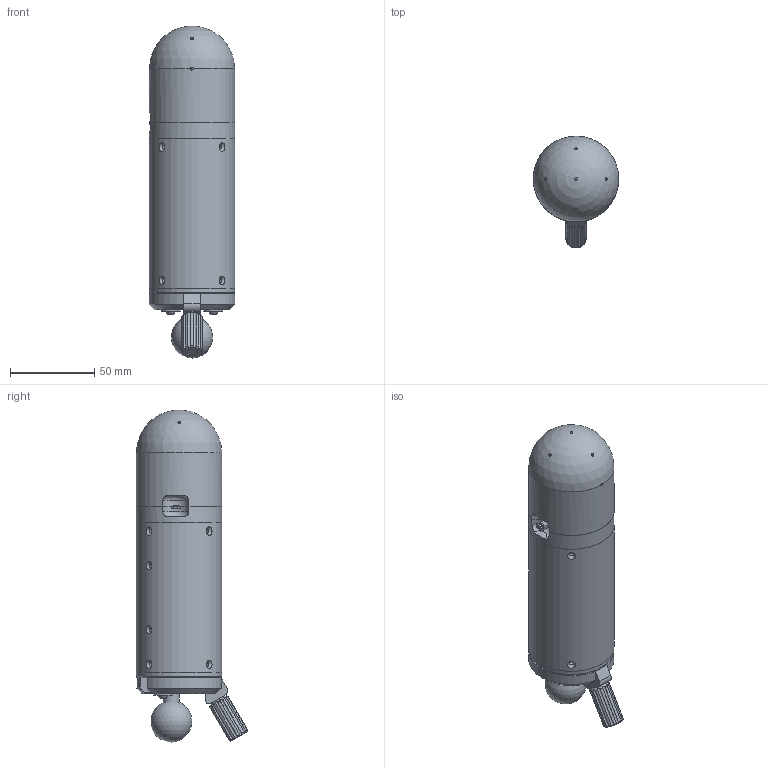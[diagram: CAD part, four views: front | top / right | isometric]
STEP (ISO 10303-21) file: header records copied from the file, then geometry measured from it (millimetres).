
FILE_DESCRIPTION(/* description */ ('STEP AP214'),/* implementation_level */ '2;1');
FILE_NAME(/* name */ '60026193c41fe6122dc92d85',/* time_stamp */ '2021-01-16T03:46:30+00:00',/* author */ (''),/* organization */ (''),/* preprocessor_version */ 'ST-DEVELOPER v18.1',/* originating_system */ ' ',/* authorisation */ ' ');
FILE_SCHEMA (('AUTOMOTIVE_DESIGN {1 0 10303 214 3 1 1}'));
Length unit declared in the file: metre
Products named in the file (31): toplevel_assy; antenna_mount; battery_bracket_assy <1>; battery_bracket; battery_bracket_assy <2>; battery; body_tube; rear_assy <1>; Round head machine screw #4-40 x 0.625; Hex machine screw nut #8-32; nut_assy <1>; Hex head machine screw #8-32 x 2; nut_knob; mounting_plate_nubbin; standoff_#4_3/8; Type B wide flat washer #4; ball_mount; back_cover; mounting_plate; nose_assy <1>; nose_support; nose_ball_hollow; pcb_assy <1>; 022288042; hose_adapter_0.5; baro_shroud; 50039315-001_SW0001; oat_assy <1>; pcb_oat; 4x1_socket; pcb
Assembly tree (39 placements, depth 5):
  toplevel_assy
    antenna_mount
    battery_bracket_assy <1>
      battery_bracket  x2
    battery_bracket_assy <2>
      battery_bracket  x2
    battery
    body_tube
    rear_assy <1>
      Round head machine screw #4-40 x 0.625  x2
      Hex machine screw nut #8-32
      nut_assy <1>
        Hex head machine screw #8-32 x 2
        nut_knob
      mounting_plate_nubbin
      standoff_#4_3/8  x2
      Type B wide flat washer #4  x2
      ball_mount
      back_cover
      mounting_plate
    nose_assy <1>
      nose_support
      nose_ball_hollow
      pcb_assy <1>
        022288042
        hose_adapter_0.5  x2
        baro_shroud
        50039315-001_SW0001  x3
        oat_assy <1>
          pcb_oat
          4x1_socket
        pcb
Bounding box: 50.8 x 66.16 x 197.53 mm (x, y, z)
Volume: 140483.8 mm3; surface area: 103742.8 mm2
Topology: 32 solids, 32 shells, 2523 faces, 6503 edges, 4142 vertices
Faces by surface type: plane 1396, cylinder 551, torus 222, cone 205, bspline 132, sphere 17
Full cylindrical faces by diameter (mm): 0.794 x4, 1.079 x2, 1.27 x4, 1.52 x6, 1.587 x14, 1.6 x4, 1.778 x2, 2.261 x22, 2.286 x2, 2.381 x4, 2.438 x8, 2.845 x2, 2.946 x2, 3.175 x2, 3.302 x1, 4.166 x1, 4.305 x2, 4.572 x2, 6.35 x3, 9.525 x1, 11.125 x2, 18 x1, 47.625 x3, 50.8 x4
Entity records: 43146 total; most frequent: CARTESIAN_POINT 9615, DIRECTION 6565, ORIENTED_EDGE 6504, EDGE_CURVE 3252, AXIS2_PLACEMENT_3D 2252, VERTEX_POINT 2180, LINE 2061, VECTOR 2061
